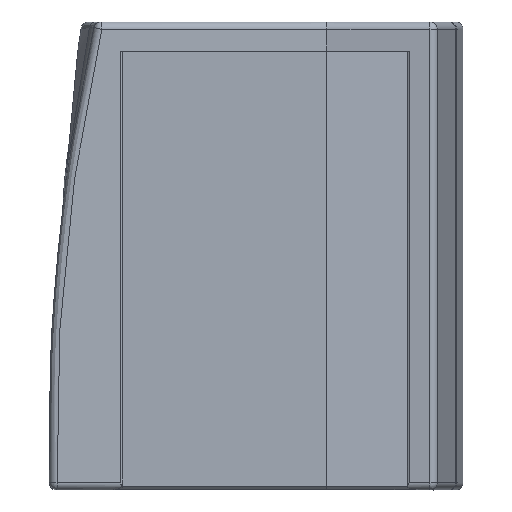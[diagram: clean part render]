
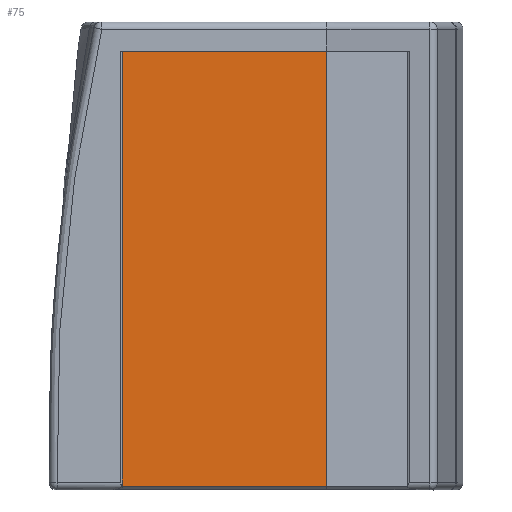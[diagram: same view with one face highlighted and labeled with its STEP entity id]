
A CAD part, left-side view. The second image highlights one B-rep face of the part: STEP entity #75.
In plain terms, the highlighted planar face has unit normal (-1, -0.018, 0).
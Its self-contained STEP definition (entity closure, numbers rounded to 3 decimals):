
#75 = ADVANCED_FACE ( 'NONE', ( #1390 ), #5293, .F. ) ;
#187 = CARTESIAN_POINT ( 'NONE',  ( -22.355, -2.352, -4. ) ) ;
#296 = CARTESIAN_POINT ( 'NONE',  ( -22.87, 27.196, -63.5 ) ) ;
#305 = CARTESIAN_POINT ( 'NONE',  ( -22.878, 27.633, -63.541 ) ) ;
#313 = CARTESIAN_POINT ( 'NONE',  ( -22.354, -2.357, -63.5 ) ) ;
#340 = CARTESIAN_POINT ( 'NONE',  ( -22.878, 27.633, -4. ) ) ;
#789 =( BOUNDED_CURVE ( )  B_SPLINE_CURVE ( 3, ( #2843, #2835, #2834, #2833 ),
 .UNSPECIFIED., .F., .T. ) 
 B_SPLINE_CURVE_WITH_KNOTS ( ( 4, 4 ),
 ( 5.209, 5.553 ),
 .UNSPECIFIED. ) 
 CURVE ( )  GEOMETRIC_REPRESENTATION_ITEM ( )  RATIONAL_B_SPLINE_CURVE ( ( 1., 0.99, 0.99, 1. ) ) 
 REPRESENTATION_ITEM ( '' )  );
#914 = ORIENTED_EDGE ( 'NONE', *, *, #1883, .F. ) ;
#915 = ORIENTED_EDGE ( 'NONE', *, *, #1858, .T. ) ;
#916 = ORIENTED_EDGE ( 'NONE', *, *, #1860, .T. ) ;
#918 = ORIENTED_EDGE ( 'NONE', *, *, #1846, .T. ) ;
#920 = ORIENTED_EDGE ( 'NONE', *, *, #1857, .F. ) ;
#993 = EDGE_LOOP ( 'NONE', ( #914, #915, #916, #918, #920 ) ) ;
#1390 = FACE_OUTER_BOUND ( 'NONE', #993, .T. ) ;
#1454 = LINE ( 'NONE', #2844, #1462 ) ;
#1458 = LINE ( 'NONE', #2858, #1460 ) ;
#1460 = VECTOR ( 'NONE', #2842, 1000. ) ;
#1462 = VECTOR ( 'NONE', #2841, 1000. ) ;
#1463 = LINE ( 'NONE', #2840, #1464 ) ;
#1464 = VECTOR ( 'NONE', #2839, 1000. ) ;
#1495 = VECTOR ( 'NONE', #2778, 1000. ) ;
#1502 = LINE ( 'NONE', #2790, #1495 ) ;
#1846 = EDGE_CURVE ( 'NONE', #3094, #3063, #1458, .T. ) ;
#1857 = EDGE_CURVE ( 'NONE', #3968, #3063, #1454, .T. ) ;
#1858 = EDGE_CURVE ( 'NONE', #3017, #3076, #1463, .T. ) ;
#1860 = EDGE_CURVE ( 'NONE', #3076, #3094, #789, .T. ) ;
#1883 = EDGE_CURVE ( 'NONE', #3017, #3968, #1502, .T. ) ;
#2135 = AXIS2_PLACEMENT_3D ( 'NONE', #5294, #5288, #5287 ) ;
#2778 = DIRECTION ( 'NONE',  ( 0.017, -1., 0. ) ) ;
#2790 = CARTESIAN_POINT ( 'NONE',  ( -22.354, -2.357, -4. ) ) ;
#2833 = CARTESIAN_POINT ( 'NONE',  ( -22.87, 27.196, -63.5 ) ) ;
#2834 = CARTESIAN_POINT ( 'NONE',  ( -22.873, 27.325, -63.5 ) ) ;
#2835 = CARTESIAN_POINT ( 'NONE',  ( -22.875, 27.473, -63.514 ) ) ;
#2839 = DIRECTION ( 'NONE',  ( 0., 0., -1. ) ) ;
#2840 = CARTESIAN_POINT ( 'NONE',  ( -22.878, 27.633, -63.5 ) ) ;
#2841 = DIRECTION ( 'NONE',  ( 0., 0., -1. ) ) ;
#2842 = DIRECTION ( 'NONE',  ( 0.017, -1., 0. ) ) ;
#2843 = CARTESIAN_POINT ( 'NONE',  ( -22.878, 27.633, -63.541 ) ) ;
#2844 = CARTESIAN_POINT ( 'NONE',  ( -22.354, -2.357, -4. ) ) ;
#2858 = CARTESIAN_POINT ( 'NONE',  ( -22.354, -2.357, -63.5 ) ) ;
#3017 = VERTEX_POINT ( 'NONE', #340 ) ;
#3063 = VERTEX_POINT ( 'NONE', #313 ) ;
#3076 = VERTEX_POINT ( 'NONE', #305 ) ;
#3094 = VERTEX_POINT ( 'NONE', #296 ) ;
#3968 = VERTEX_POINT ( 'NONE', #187 ) ;
#5287 = DIRECTION ( 'NONE',  ( -0.017, 1., 0. ) ) ;
#5288 = DIRECTION ( 'NONE',  ( 1., 0.017, 0. ) ) ;
#5293 = PLANE ( 'NONE',  #2135 ) ;
#5294 = CARTESIAN_POINT ( 'NONE',  ( -22.354, -2.357, -4. ) ) ;
